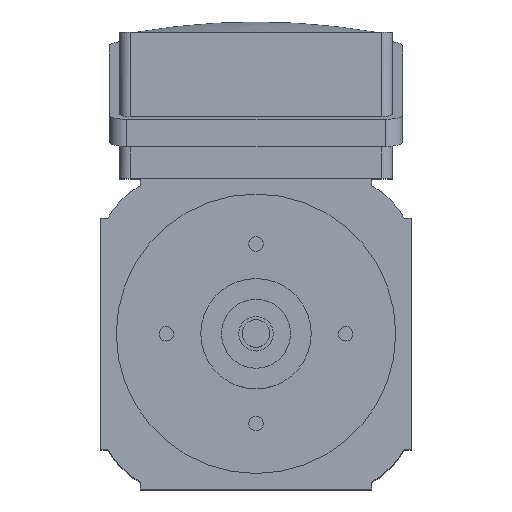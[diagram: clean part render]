
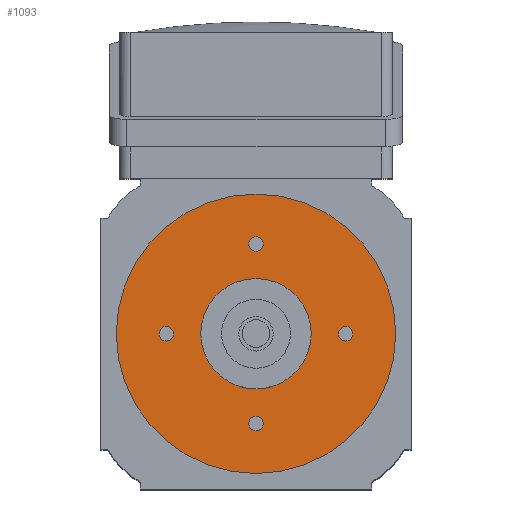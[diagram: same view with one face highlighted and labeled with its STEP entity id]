
A CAD part, top view. The second image highlights one B-rep face of the part: STEP entity #1093.
In plain terms, the highlighted planar face has unit normal (0, 0, 1).
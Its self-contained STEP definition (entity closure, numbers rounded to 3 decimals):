
#32 = DIRECTION ( 'NONE',  ( 0., 0., 1. ) ) ;
#60 = ORIENTED_EDGE ( 'NONE', *, *, #3132, .T. ) ;
#113 = CARTESIAN_POINT ( 'NONE',  ( -23.9, 0., 0. ) ) ;
#114 = EDGE_LOOP ( 'NONE', ( #3734, #2540 ) ) ;
#127 = CARTESIAN_POINT ( 'NONE',  ( -2.1, -26., 0. ) ) ;
#176 = CIRCLE ( 'NONE', #4238, 2.1 ) ;
#215 = AXIS2_PLACEMENT_3D ( 'NONE', #1777, #1661, #4483 ) ;
#264 = AXIS2_PLACEMENT_3D ( 'NONE', #4961, #1754, #721 ) ;
#310 = ORIENTED_EDGE ( 'NONE', *, *, #3149, .F. ) ;
#403 = AXIS2_PLACEMENT_3D ( 'NONE', #4506, #4122, #6035 ) ;
#523 = DIRECTION ( 'NONE',  ( 0., 0., 1. ) ) ;
#544 = CARTESIAN_POINT ( 'NONE',  ( 0., 0., 0. ) ) ;
#558 = VERTEX_POINT ( 'NONE', #127 ) ;
#660 = CARTESIAN_POINT ( 'NONE',  ( 0., 0., 0. ) ) ;
#703 = EDGE_CURVE ( 'NONE', #3643, #558, #5495, .T. ) ;
#713 = DIRECTION ( 'NONE',  ( 0., 0., 1. ) ) ;
#721 = DIRECTION ( 'NONE',  ( 1., 0., 0. ) ) ;
#822 = CARTESIAN_POINT ( 'NONE',  ( 40.5, 0., 0. ) ) ;
#1012 = CARTESIAN_POINT ( 'NONE',  ( 0., 0., 0. ) ) ;
#1039 = CIRCLE ( 'NONE', #5526, 16. ) ;
#1093 = ADVANCED_FACE ( 'NONE', ( #5216, #2354, #5692, #1853, #5155, #4209 ), #1420, .T. ) ;
#1139 = EDGE_LOOP ( 'NONE', ( #5044, #3756 ) ) ;
#1154 = DIRECTION ( 'NONE',  ( 0., 0., 1. ) ) ;
#1217 = CIRCLE ( 'NONE', #215, 2.1 ) ;
#1399 = DIRECTION ( 'NONE',  ( 1., 0., 0. ) ) ;
#1420 = PLANE ( 'NONE',  #1919 ) ;
#1448 = EDGE_CURVE ( 'NONE', #1587, #3049, #1217, .T. ) ;
#1457 = CARTESIAN_POINT ( 'NONE',  ( 0., 0., 0. ) ) ;
#1587 = VERTEX_POINT ( 'NONE', #4814 ) ;
#1621 = VERTEX_POINT ( 'NONE', #5725 ) ;
#1661 = DIRECTION ( 'NONE',  ( 0., 0., 1. ) ) ;
#1754 = DIRECTION ( 'NONE',  ( 0., 0., 1. ) ) ;
#1777 = CARTESIAN_POINT ( 'NONE',  ( -26., 0., 0. ) ) ;
#1853 = FACE_BOUND ( 'NONE', #3191, .T. ) ;
#1909 = VERTEX_POINT ( 'NONE', #822 ) ;
#1919 = AXIS2_PLACEMENT_3D ( 'NONE', #1457, #1952, #2423 ) ;
#1952 = DIRECTION ( 'NONE',  ( 0., 0., 1. ) ) ;
#1981 = CIRCLE ( 'NONE', #264, 2.1 ) ;
#2140 = EDGE_LOOP ( 'NONE', ( #5912, #3369 ) ) ;
#2265 = CIRCLE ( 'NONE', #5853, 2.1 ) ;
#2354 = FACE_BOUND ( 'NONE', #114, .T. ) ;
#2355 = AXIS2_PLACEMENT_3D ( 'NONE', #4393, #4008, #5894 ) ;
#2394 = CARTESIAN_POINT ( 'NONE',  ( 0., -26., 0. ) ) ;
#2423 = DIRECTION ( 'NONE',  ( 1., 0., 0. ) ) ;
#2454 = CARTESIAN_POINT ( 'NONE',  ( -2.1, 26., 0. ) ) ;
#2488 = DIRECTION ( 'NONE',  ( 0., 0., 1. ) ) ;
#2494 = DIRECTION ( 'NONE',  ( 1., 0., 0. ) ) ;
#2540 = ORIENTED_EDGE ( 'NONE', *, *, #1448, .F. ) ;
#2592 = EDGE_CURVE ( 'NONE', #3049, #1587, #2265, .T. ) ;
#2607 = CIRCLE ( 'NONE', #3099, 2.1 ) ;
#2689 = DIRECTION ( 'NONE',  ( 0., 0., 1. ) ) ;
#3049 = VERTEX_POINT ( 'NONE', #113 ) ;
#3066 = VERTEX_POINT ( 'NONE', #2454 ) ;
#3070 = DIRECTION ( 'NONE',  ( 1., 0., 0. ) ) ;
#3099 = AXIS2_PLACEMENT_3D ( 'NONE', #2394, #3431, #2494 ) ;
#3132 = EDGE_CURVE ( 'NONE', #1909, #4521, #6055, .T. ) ;
#3149 = EDGE_CURVE ( 'NONE', #5050, #3531, #1981, .T. ) ;
#3191 = EDGE_LOOP ( 'NONE', ( #3621, #310 ) ) ;
#3192 = ORIENTED_EDGE ( 'NONE', *, *, #703, .F. ) ;
#3233 = VERTEX_POINT ( 'NONE', #5961 ) ;
#3366 = CARTESIAN_POINT ( 'NONE',  ( 23.9, 0., 0. ) ) ;
#3367 = EDGE_LOOP ( 'NONE', ( #60, #3726 ) ) ;
#3369 = ORIENTED_EDGE ( 'NONE', *, *, #3542, .F. ) ;
#3421 = DIRECTION ( 'NONE',  ( 0., 0., 1. ) ) ;
#3431 = DIRECTION ( 'NONE',  ( 0., 0., 1. ) ) ;
#3528 = CARTESIAN_POINT ( 'NONE',  ( 28.1, 0., 0. ) ) ;
#3530 = CARTESIAN_POINT ( 'NONE',  ( -40.5, 0., 0. ) ) ;
#3531 = VERTEX_POINT ( 'NONE', #3528 ) ;
#3542 = EDGE_CURVE ( 'NONE', #3066, #3233, #4311, .T. ) ;
#3553 = CARTESIAN_POINT ( 'NONE',  ( 0., 26., 0. ) ) ;
#3579 = DIRECTION ( 'NONE',  ( 1., 0., 0. ) ) ;
#3616 = EDGE_CURVE ( 'NONE', #1621, #5033, #1039, .T. ) ;
#3621 = ORIENTED_EDGE ( 'NONE', *, *, #4342, .F. ) ;
#3643 = VERTEX_POINT ( 'NONE', #4667 ) ;
#3726 = ORIENTED_EDGE ( 'NONE', *, *, #5528, .T. ) ;
#3734 = ORIENTED_EDGE ( 'NONE', *, *, #2592, .F. ) ;
#3756 = ORIENTED_EDGE ( 'NONE', *, *, #3616, .F. ) ;
#4008 = DIRECTION ( 'NONE',  ( 0., 0., 1. ) ) ;
#4046 = AXIS2_PLACEMENT_3D ( 'NONE', #544, #3421, #4839 ) ;
#4122 = DIRECTION ( 'NONE',  ( 0., 0., 1. ) ) ;
#4143 = CIRCLE ( 'NONE', #6044, 16. ) ;
#4209 = FACE_BOUND ( 'NONE', #1139, .T. ) ;
#4231 = CIRCLE ( 'NONE', #2355, 2.1 ) ;
#4238 = AXIS2_PLACEMENT_3D ( 'NONE', #5673, #32, #1399 ) ;
#4311 = CIRCLE ( 'NONE', #5826, 2.1 ) ;
#4322 = ORIENTED_EDGE ( 'NONE', *, *, #5952, .F. ) ;
#4342 = EDGE_CURVE ( 'NONE', #3531, #5050, #4231, .T. ) ;
#4393 = CARTESIAN_POINT ( 'NONE',  ( 26., 0., 0. ) ) ;
#4483 = DIRECTION ( 'NONE',  ( 1., 0., 0. ) ) ;
#4506 = CARTESIAN_POINT ( 'NONE',  ( 0., -26., 0. ) ) ;
#4521 = VERTEX_POINT ( 'NONE', #3530 ) ;
#4667 = CARTESIAN_POINT ( 'NONE',  ( 2.1, -26., 0. ) ) ;
#4688 = CARTESIAN_POINT ( 'NONE',  ( -26., 0., 0. ) ) ;
#4790 = CARTESIAN_POINT ( 'NONE',  ( -16., 0., 0. ) ) ;
#4814 = CARTESIAN_POINT ( 'NONE',  ( -28.1, 0., 0. ) ) ;
#4839 = DIRECTION ( 'NONE',  ( 1., 0., 0. ) ) ;
#4915 = EDGE_CURVE ( 'NONE', #5033, #1621, #4143, .T. ) ;
#4961 = CARTESIAN_POINT ( 'NONE',  ( 26., 0., 0. ) ) ;
#5033 = VERTEX_POINT ( 'NONE', #4790 ) ;
#5044 = ORIENTED_EDGE ( 'NONE', *, *, #4915, .F. ) ;
#5050 = VERTEX_POINT ( 'NONE', #3366 ) ;
#5102 = EDGE_CURVE ( 'NONE', #3233, #3066, #176, .T. ) ;
#5155 = FACE_OUTER_BOUND ( 'NONE', #3367, .T. ) ;
#5216 = FACE_BOUND ( 'NONE', #2140, .T. ) ;
#5415 = DIRECTION ( 'NONE',  ( 1., 0., 0. ) ) ;
#5487 = EDGE_LOOP ( 'NONE', ( #3192, #4322 ) ) ;
#5495 = CIRCLE ( 'NONE', #403, 2.1 ) ;
#5517 = DIRECTION ( 'NONE',  ( 1., 0., 0. ) ) ;
#5526 = AXIS2_PLACEMENT_3D ( 'NONE', #660, #1154, #3070 ) ;
#5528 = EDGE_CURVE ( 'NONE', #4521, #1909, #5945, .T. ) ;
#5550 = CARTESIAN_POINT ( 'NONE',  ( 0., 0., 0. ) ) ;
#5659 = AXIS2_PLACEMENT_3D ( 'NONE', #1012, #2488, #5415 ) ;
#5671 = DIRECTION ( 'NONE',  ( 1., 0., 0. ) ) ;
#5673 = CARTESIAN_POINT ( 'NONE',  ( 0., 26., 0. ) ) ;
#5692 = FACE_BOUND ( 'NONE', #5487, .T. ) ;
#5725 = CARTESIAN_POINT ( 'NONE',  ( 16., 0., 0. ) ) ;
#5826 = AXIS2_PLACEMENT_3D ( 'NONE', #3553, #713, #3579 ) ;
#5853 = AXIS2_PLACEMENT_3D ( 'NONE', #4688, #523, #5671 ) ;
#5894 = DIRECTION ( 'NONE',  ( 1., 0., 0. ) ) ;
#5912 = ORIENTED_EDGE ( 'NONE', *, *, #5102, .F. ) ;
#5945 = CIRCLE ( 'NONE', #4046, 40.5 ) ;
#5952 = EDGE_CURVE ( 'NONE', #558, #3643, #2607, .T. ) ;
#5961 = CARTESIAN_POINT ( 'NONE',  ( 2.1, 26., 0. ) ) ;
#6035 = DIRECTION ( 'NONE',  ( 1., 0., 0. ) ) ;
#6044 = AXIS2_PLACEMENT_3D ( 'NONE', #5550, #2689, #5517 ) ;
#6055 = CIRCLE ( 'NONE', #5659, 40.5 ) ;
